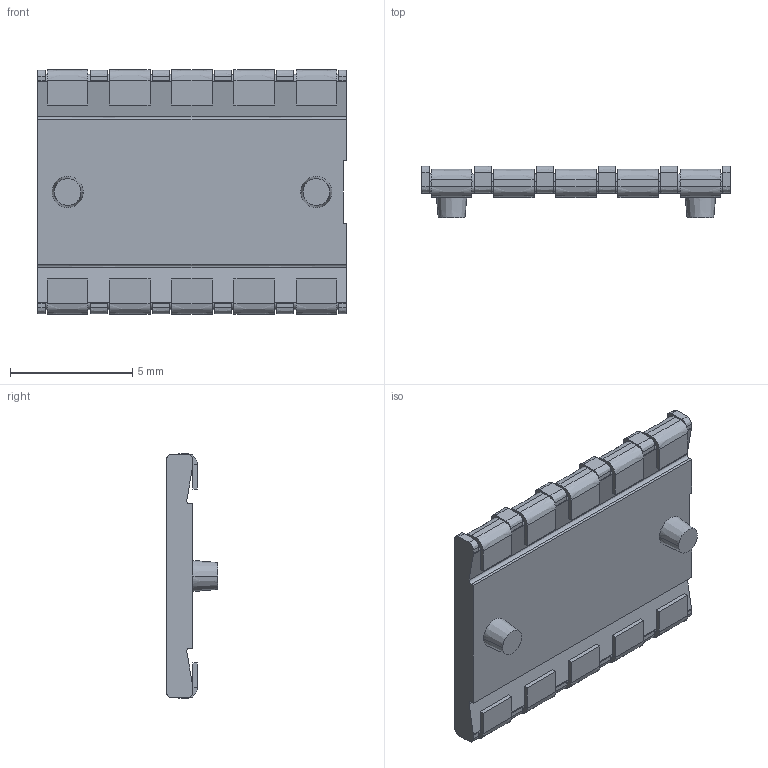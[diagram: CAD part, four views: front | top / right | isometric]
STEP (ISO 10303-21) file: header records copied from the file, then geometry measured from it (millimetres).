
FILE_DESCRIPTION((''),'2;1');
FILE_NAME('33756-77002','2010-06-25T',('minhn'),('Bourns, Inc.'),'PRO/ENGINEER BY PARAMETRIC TECHNOLOGY CORPORATION, 2001200','PRO/ENGINEER BY PARAMETRIC TECHNOLOGY CORPORATION, 2001200','');
FILE_SCHEMA(('AUTOMOTIVE_DESIGN_CC2 { 1 2 10303 214 -1 1 5 2 }'));
Length unit declared in the file: inch
Products named in the file (1): 33756-77002
Bounding box: 12.6 x 2.11 x 10 mm (x, y, z)
Volume: 122.7 mm3; surface area: 435 mm2
Topology: 1 solids, 1 shells, 310 faces, 738 edges, 432 vertices
Faces by surface type: bspline 310
Entity records: 11904 total; most frequent: CARTESIAN_POINT 3442, ORIENTED_EDGE 1476, DIRECTION 922, PRESENTATION_STYLE_ASSIGNMENT 739, STYLED_ITEM 739, CURVE_STYLE 738, EDGE_CURVE 738, VECTOR 554
